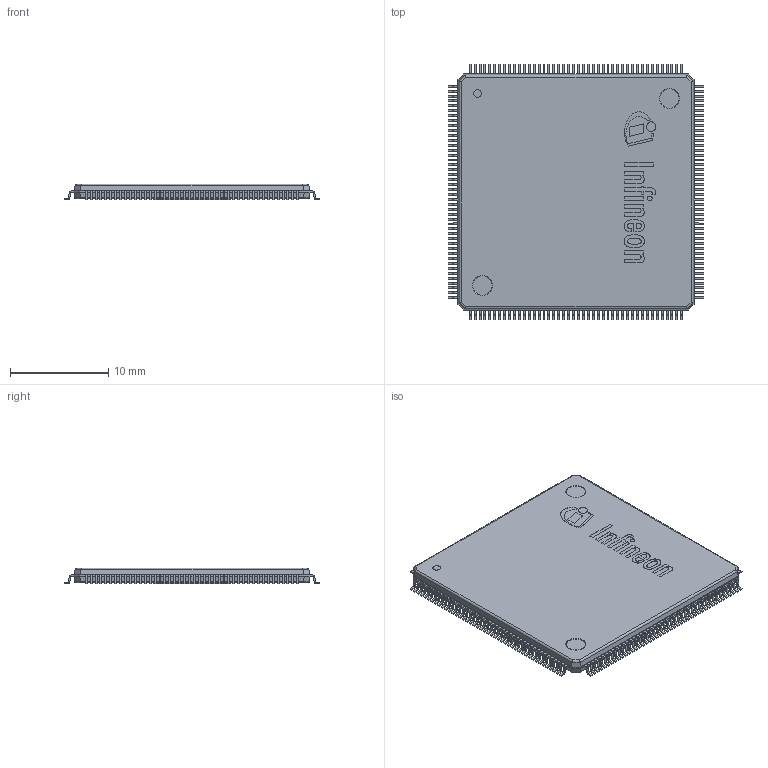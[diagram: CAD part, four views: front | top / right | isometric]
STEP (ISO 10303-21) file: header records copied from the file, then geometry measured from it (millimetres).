
FILE_DESCRIPTION(/* description */ (''),/* implementation_level */ '2;1');
FILE_NAME(/* name */ 'PG-LQFP-176-22_Z8B00166111_7.stp',/* time_stamp */ '2020-06-19T19:18:44+06:00',/* author */ ('janartha'),/* organization */ (''),/* preprocessor_version */ 'ST-DEVELOPER v16.13',/* originating_system */ 'AutoCAD Mechanical',/* authorisation */ '');
FILE_SCHEMA (('AUTOMOTIVE_DESIGN { 1 0 10303 214 3 1 1 }'));
Products named in the file (1): Product
Bounding box: 26 x 26 x 1.61 mm (x, y, z)
Volume: 858.8 mm3; surface area: 3899.4 mm2
Topology: 193 solids, 193 shells, 3121 faces, 8088 edges, 5366 vertices
Faces by surface type: plane 2110, cylinder 981, torus 30
Full cylindrical faces by diameter (mm): 0.469 x1, 0.775 x3, 0.967 x1, 2 x6
Entity records: 94731 total; most frequent: CARTESIAN_POINT 16535, DIRECTION 16251, ORIENTED_EDGE 16110, EDGE_CURVE 8055, LINE 6103, VECTOR 6103, VERTEX_POINT 5358, AXIS2_PLACEMENT_3D 5074
